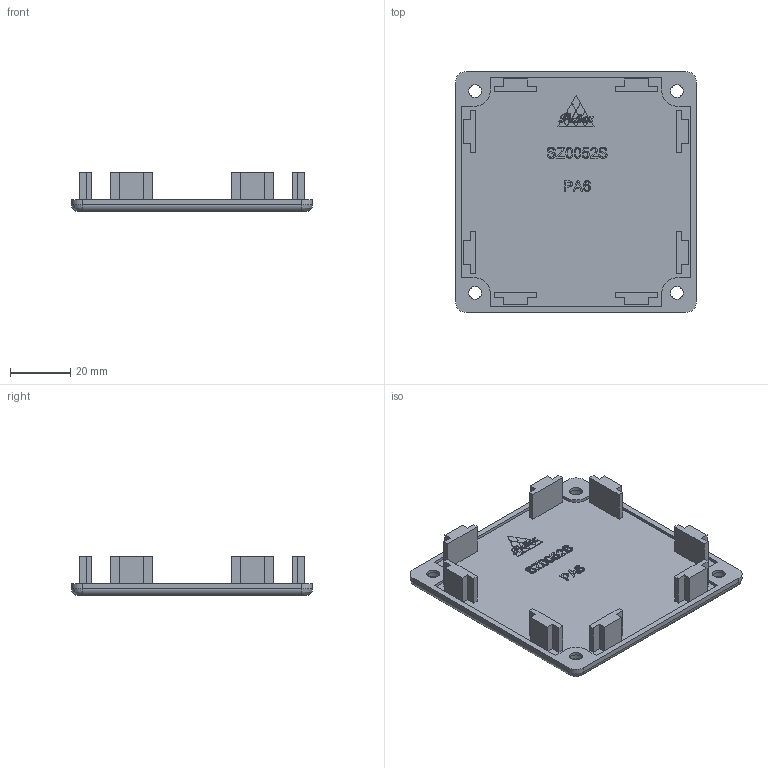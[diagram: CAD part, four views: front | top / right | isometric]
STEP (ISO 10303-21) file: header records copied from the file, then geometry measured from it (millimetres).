
FILE_DESCRIPTION((''),'2;1');
FILE_NAME('SZ0052S-A.stp','2013-08-20T10:07:51',('janine behrens'),(''),'Autodesk Inventor 2012','Autodesk Inventor 2012','');
FILE_SCHEMA(('AUTOMOTIVE_DESIGN { 1 0 10303 214 1 1 1 1 }'));
Length unit declared in the file: millimetre
Products named in the file (1): SZ0052S-A
Bounding box: 80 x 80 x 13 mm (x, y, z)
Volume: 22682.2 mm3; surface area: 17323.1 mm2
Topology: 1 solids, 1 shells, 793 faces, 2167 edges, 1442 vertices
Faces by surface type: bspline 575, plane 198, cylinder 20
Full cylindrical faces by diameter (mm): 4.2 x4, 8.2 x4
Entity records: 34458 total; most frequent: CARTESIAN_POINT 18085, ORIENTED_EDGE 4318, EDGE_CURVE 2159, DIRECTION 1571, VERTEX_POINT 1442, VECTOR 1045, LINE 1045, B_SPLINE_CURVE_WITH_KNOTS 980
